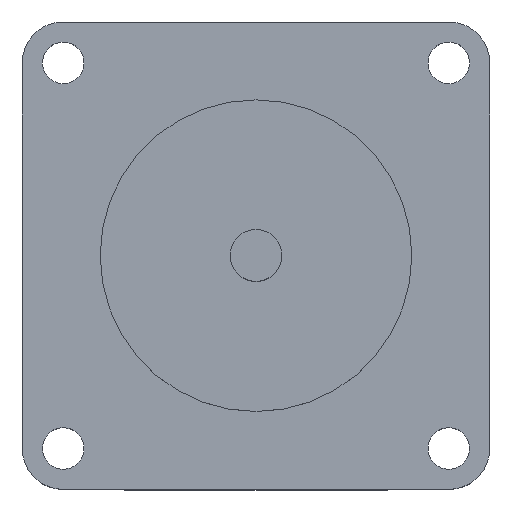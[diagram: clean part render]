
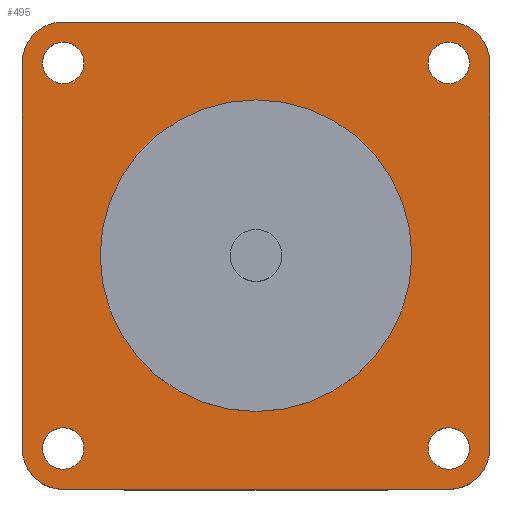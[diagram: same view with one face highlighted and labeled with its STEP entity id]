
A CAD part, top view. The second image highlights one B-rep face of the part: STEP entity #495.
In plain terms, the highlighted planar face has unit normal (0, 0, 1).
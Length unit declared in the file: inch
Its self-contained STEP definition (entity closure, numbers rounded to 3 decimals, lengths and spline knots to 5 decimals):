
#356=CARTESIAN_POINT('',(-0.928,0.928,0.81));
#357=DIRECTION('',(0.,0.,1.));
#358=DIRECTION('',(1.,0.,0.));
#359=AXIS2_PLACEMENT_3D('',#356,#357,#358);
#360=PLANE('',#359);
#361=CARTESIAN_POINT('',(-0.928,1.125,0.81));
#362=VERTEX_POINT('',#361);
#363=CARTESIAN_POINT('',(-1.125,0.928,0.81));
#364=VERTEX_POINT('',#363);
#365=CARTESIAN_POINT('',(-0.928,0.928,0.81));
#366=DIRECTION('',(0.,0.,1.));
#367=DIRECTION('',(1.,0.,-0.));
#368=AXIS2_PLACEMENT_3D('',#365,#366,#367);
#369=CIRCLE('',#368,0.197);
#370=EDGE_CURVE('',#362,#364,#369,.T.);
#371=ORIENTED_EDGE('',*,*,#370,.T.);
#372=CARTESIAN_POINT('',(-1.125,-0.928,0.81));
#373=VERTEX_POINT('',#372);
#374=CARTESIAN_POINT('',(-1.125,0.928,0.81));
#375=DIRECTION('',(0.,-1.,0.));
#376=VECTOR('',#375,1.856);
#377=LINE('',#374,#376);
#378=EDGE_CURVE('',#364,#373,#377,.T.);
#379=ORIENTED_EDGE('',*,*,#378,.T.);
#380=CARTESIAN_POINT('',(-0.928,-1.125,0.81));
#381=VERTEX_POINT('',#380);
#382=CARTESIAN_POINT('',(-0.928,-0.928,0.81));
#383=DIRECTION('',(0.,0.,1.));
#384=DIRECTION('',(1.,0.,-0.));
#385=AXIS2_PLACEMENT_3D('',#382,#383,#384);
#386=CIRCLE('',#385,0.197);
#387=EDGE_CURVE('',#373,#381,#386,.T.);
#388=ORIENTED_EDGE('',*,*,#387,.T.);
#389=CARTESIAN_POINT('',(0.928,-1.125,0.81));
#390=VERTEX_POINT('',#389);
#391=CARTESIAN_POINT('',(-0.928,-1.125,0.81));
#392=DIRECTION('',(1.,0.,-0.));
#393=VECTOR('',#392,1.856);
#394=LINE('',#391,#393);
#395=EDGE_CURVE('',#381,#390,#394,.T.);
#396=ORIENTED_EDGE('',*,*,#395,.T.);
#397=CARTESIAN_POINT('',(1.125,-0.928,0.81));
#398=VERTEX_POINT('',#397);
#399=CARTESIAN_POINT('',(0.928,-0.928,0.81));
#400=DIRECTION('',(0.,0.,1.));
#401=DIRECTION('',(1.,0.,-0.));
#402=AXIS2_PLACEMENT_3D('',#399,#400,#401);
#403=CIRCLE('',#402,0.197);
#404=EDGE_CURVE('',#390,#398,#403,.T.);
#405=ORIENTED_EDGE('',*,*,#404,.T.);
#406=CARTESIAN_POINT('',(1.125,0.928,0.81));
#407=VERTEX_POINT('',#406);
#408=CARTESIAN_POINT('',(1.125,-0.928,0.81));
#409=DIRECTION('',(-0.,1.,0.));
#410=VECTOR('',#409,1.856);
#411=LINE('',#408,#410);
#412=EDGE_CURVE('',#398,#407,#411,.T.);
#413=ORIENTED_EDGE('',*,*,#412,.T.);
#414=CARTESIAN_POINT('',(0.928,1.125,0.81));
#415=VERTEX_POINT('',#414);
#416=CARTESIAN_POINT('',(0.928,0.928,0.81));
#417=DIRECTION('',(0.,0.,1.));
#418=DIRECTION('',(1.,0.,-0.));
#419=AXIS2_PLACEMENT_3D('',#416,#417,#418);
#420=CIRCLE('',#419,0.197);
#421=EDGE_CURVE('',#407,#415,#420,.T.);
#422=ORIENTED_EDGE('',*,*,#421,.T.);
#423=CARTESIAN_POINT('',(0.928,1.125,0.81));
#424=DIRECTION('',(-1.,0.,0.));
#425=VECTOR('',#424,1.856);
#426=LINE('',#423,#425);
#427=EDGE_CURVE('',#415,#362,#426,.T.);
#428=ORIENTED_EDGE('',*,*,#427,.T.);
#429=EDGE_LOOP('',(#371,#379,#388,#396,#405,#413,#422,#428));
#430=FACE_BOUND('',#429,.T.);
#431=CARTESIAN_POINT('',(-0.828,0.928,0.81));
#432=VERTEX_POINT('',#431);
#433=CARTESIAN_POINT('',(-0.928,0.928,0.81));
#434=DIRECTION('',(0.,0.,1.));
#435=DIRECTION('',(1.,0.,-0.));
#436=AXIS2_PLACEMENT_3D('',#433,#434,#435);
#437=CIRCLE('',#436,0.1);
#438=EDGE_CURVE('',#432,#432,#437,.T.);
#439=ORIENTED_EDGE('',*,*,#438,.F.);
#440=EDGE_LOOP('',(#439));
#441=FACE_BOUND('',#440,.T.);
#442=CARTESIAN_POINT('',(1.028,0.928,0.81));
#443=VERTEX_POINT('',#442);
#444=CARTESIAN_POINT('',(0.928,0.928,0.81));
#445=DIRECTION('',(0.,0.,1.));
#446=DIRECTION('',(1.,0.,-0.));
#447=AXIS2_PLACEMENT_3D('',#444,#445,#446);
#448=CIRCLE('',#447,0.1);
#449=EDGE_CURVE('',#443,#443,#448,.T.);
#450=ORIENTED_EDGE('',*,*,#449,.F.);
#451=EDGE_LOOP('',(#450));
#452=FACE_BOUND('',#451,.T.);
#453=CARTESIAN_POINT('',(1.028,-0.928,0.81));
#454=VERTEX_POINT('',#453);
#455=CARTESIAN_POINT('',(0.928,-0.928,0.81));
#456=DIRECTION('',(0.,0.,1.));
#457=DIRECTION('',(1.,0.,-0.));
#458=AXIS2_PLACEMENT_3D('',#455,#456,#457);
#459=CIRCLE('',#458,0.1);
#460=EDGE_CURVE('',#454,#454,#459,.T.);
#461=ORIENTED_EDGE('',*,*,#460,.F.);
#462=EDGE_LOOP('',(#461));
#463=FACE_BOUND('',#462,.T.);
#464=CARTESIAN_POINT('',(-0.828,-0.928,0.81));
#465=VERTEX_POINT('',#464);
#466=CARTESIAN_POINT('',(-0.928,-0.928,0.81));
#467=DIRECTION('',(0.,0.,1.));
#468=DIRECTION('',(1.,0.,-0.));
#469=AXIS2_PLACEMENT_3D('',#466,#467,#468);
#470=CIRCLE('',#469,0.1);
#471=EDGE_CURVE('',#465,#465,#470,.T.);
#472=ORIENTED_EDGE('',*,*,#471,.F.);
#473=EDGE_LOOP('',(#472));
#474=FACE_BOUND('',#473,.T.);
#475=CARTESIAN_POINT('',(-0.75,0.,0.81));
#476=VERTEX_POINT('',#475);
#477=CARTESIAN_POINT('',(0.75,-0.,0.81));
#478=VERTEX_POINT('',#477);
#479=CARTESIAN_POINT('',(0.,0.,0.81));
#480=DIRECTION('',(0.,0.,1.));
#481=DIRECTION('',(1.,0.,-0.));
#482=AXIS2_PLACEMENT_3D('',#479,#480,#481);
#483=CIRCLE('',#482,0.75);
#484=EDGE_CURVE('',#476,#478,#483,.T.);
#485=ORIENTED_EDGE('',*,*,#484,.F.);
#486=CARTESIAN_POINT('',(0.,0.,0.81));
#487=DIRECTION('',(0.,0.,1.));
#488=DIRECTION('',(1.,0.,-0.));
#489=AXIS2_PLACEMENT_3D('',#486,#487,#488);
#490=CIRCLE('',#489,0.75);
#491=EDGE_CURVE('',#478,#476,#490,.T.);
#492=ORIENTED_EDGE('',*,*,#491,.F.);
#493=EDGE_LOOP('',(#485,#492));
#494=FACE_BOUND('',#493,.T.);
#495=ADVANCED_FACE('',(#430,#441,#452,#463,#474,#494),#360,.T.);
